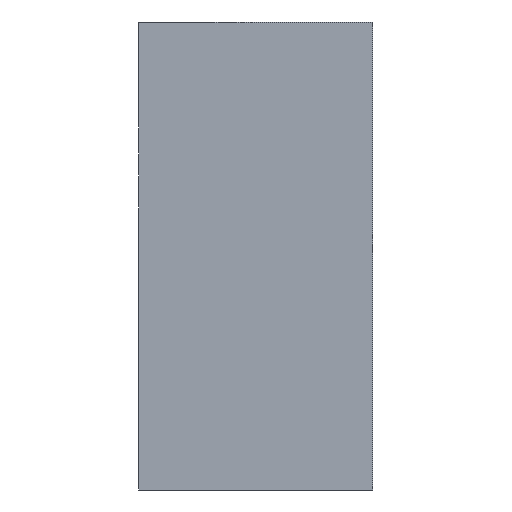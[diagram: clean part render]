
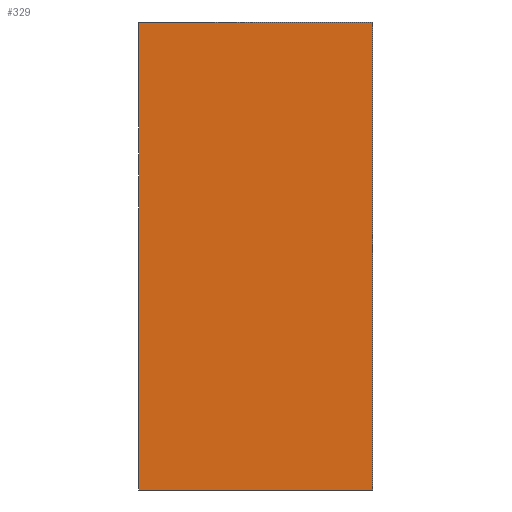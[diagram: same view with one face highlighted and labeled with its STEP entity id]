
A CAD part, left-side view. The second image highlights one B-rep face of the part: STEP entity #329.
In plain terms, the highlighted planar face has unit normal (-1, 0, 0).
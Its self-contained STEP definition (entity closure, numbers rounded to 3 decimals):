
#4 = EDGE_CURVE ( 'NONE', #90, #406, #395, .T. ) ;
#24 = ORIENTED_EDGE ( 'NONE', *, *, #60, .F. ) ;
#58 = CARTESIAN_POINT ( 'NONE',  ( -15.43, 7.5, -7.5 ) ) ;
#60 = EDGE_CURVE ( 'NONE', #406, #447, #342, .T. ) ;
#78 = PLANE ( 'NONE',  #383 ) ;
#79 = ORIENTED_EDGE ( 'NONE', *, *, #122, .T. ) ;
#82 = CARTESIAN_POINT ( 'NONE',  ( -15.43, 7.5, -7.5 ) ) ;
#88 = CARTESIAN_POINT ( 'NONE',  ( -15.43, 0., 7.5 ) ) ;
#90 = VERTEX_POINT ( 'NONE', #432 ) ;
#102 = CARTESIAN_POINT ( 'NONE',  ( -15.43, 0., -7.5 ) ) ;
#111 = VECTOR ( 'NONE', #469, 1000. ) ;
#122 = EDGE_CURVE ( 'NONE', #364, #447, #213, .T. ) ;
#134 = ORIENTED_EDGE ( 'NONE', *, *, #257, .T. ) ;
#166 = FACE_OUTER_BOUND ( 'NONE', #457, .T. ) ;
#204 = ORIENTED_EDGE ( 'NONE', *, *, #4, .F. ) ;
#209 = CARTESIAN_POINT ( 'NONE',  ( -15.43, 7.5, 7.5 ) ) ;
#213 = LINE ( 'NONE', #102, #270 ) ;
#217 = CARTESIAN_POINT ( 'NONE',  ( -15.43, 7.5, 7.5 ) ) ;
#236 = DIRECTION ( 'NONE',  ( 0., -1., 0. ) ) ;
#239 = CARTESIAN_POINT ( 'NONE',  ( -15.43, 0., -7.5 ) ) ;
#256 = DIRECTION ( 'NONE',  ( 0., 0., 1. ) ) ;
#257 = EDGE_CURVE ( 'NONE', #90, #364, #358, .T. ) ;
#270 = VECTOR ( 'NONE', #256, 1000. ) ;
#285 = DIRECTION ( 'NONE',  ( 1., 0., 0. ) ) ;
#323 = DIRECTION ( 'NONE',  ( 0., 0., -1. ) ) ;
#329 = ADVANCED_FACE ( 'NONE', ( #166 ), #78, .F. ) ;
#342 = LINE ( 'NONE', #217, #111 ) ;
#358 = LINE ( 'NONE', #448, #362 ) ;
#362 = VECTOR ( 'NONE', #236, 1000. ) ;
#364 = VERTEX_POINT ( 'NONE', #239 ) ;
#383 = AXIS2_PLACEMENT_3D ( 'NONE', #82, #285, #323 ) ;
#395 = LINE ( 'NONE', #58, #416 ) ;
#406 = VERTEX_POINT ( 'NONE', #209 ) ;
#416 = VECTOR ( 'NONE', #514, 1000. ) ;
#432 = CARTESIAN_POINT ( 'NONE',  ( -15.43, 7.5, -7.5 ) ) ;
#447 = VERTEX_POINT ( 'NONE', #88 ) ;
#448 = CARTESIAN_POINT ( 'NONE',  ( -15.43, 7.5, -7.5 ) ) ;
#457 = EDGE_LOOP ( 'NONE', ( #79, #24, #204, #134 ) ) ;
#469 = DIRECTION ( 'NONE',  ( 0., -1., 0. ) ) ;
#514 = DIRECTION ( 'NONE',  ( 0., 0., 1. ) ) ;
